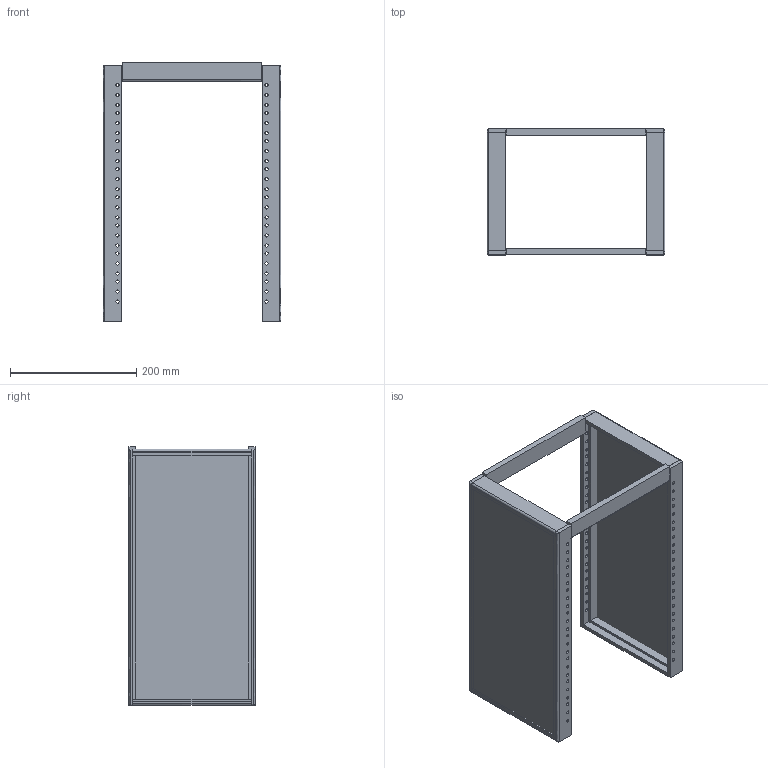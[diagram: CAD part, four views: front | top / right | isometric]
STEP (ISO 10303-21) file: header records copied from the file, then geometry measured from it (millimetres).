
FILE_DESCRIPTION(/* description */ (''),/* implementation_level */ '2;1');
FILE_NAME(/* name */ 'R7CDBH~X',/* time_stamp */ '2025-03-16T18:02:58+09:00',/* author */ (''),/* organization */ (''),/* preprocessor_version */ 'ST-DEVELOPER v16.5',/* originating_system */ '',/* authorisation */ '');
FILE_SCHEMA (('AUTOMOTIVE_DESIGN'));
Length unit declared in the file: millimetre
Products named in the file (1): Document
Bounding box: 282.25 x 200 x 410.8 mm (x, y, z)
Volume: 1303757.4 mm3; surface area: 538305.2 mm2
Topology: 12 solids, 12 shells, 312 faces, 850 edges, 562 vertices
Faces by surface type: bspline 210, plane 102
Entity records: 10809 total; most frequent: CARTESIAN_POINT 5662, ORIENTED_EDGE 1700, EDGE_CURVE 850, VERTEX_POINT 562, EDGE_LOOP 504, ADVANCED_FACE 312, FACE_OUTER_BOUND 312, B_SPLINE_CURVE_WITH_KNOTS 254
